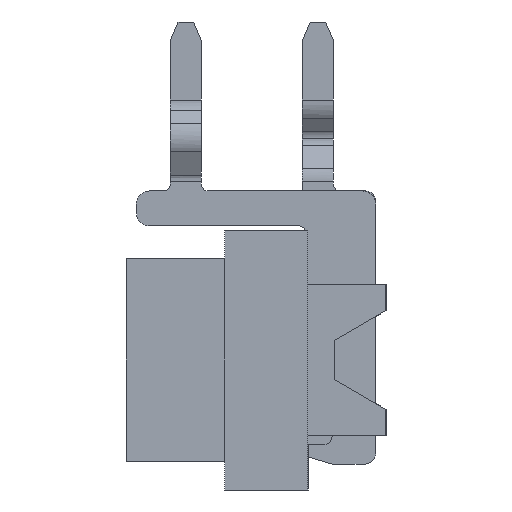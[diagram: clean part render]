
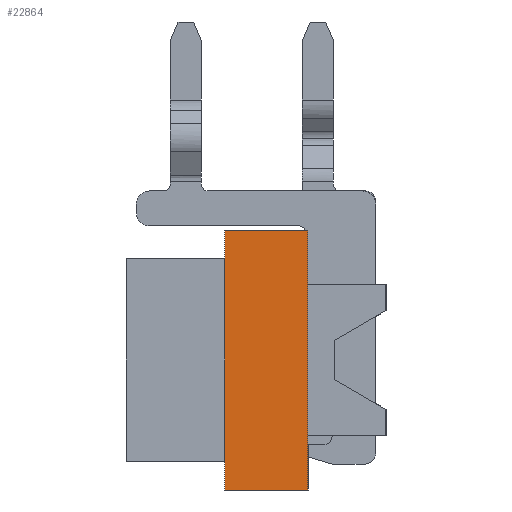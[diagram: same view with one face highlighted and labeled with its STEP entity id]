
A CAD part, left-side view. The second image highlights one B-rep face of the part: STEP entity #22864.
In plain terms, the highlighted planar face has unit normal (-1, 0, 0).
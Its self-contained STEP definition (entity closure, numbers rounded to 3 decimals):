
#10832=CARTESIAN_POINT('',(-7.31,0.,2.5));
#10833=VERTEX_POINT('',#10832);
#10843=CARTESIAN_POINT('',(-7.31,0.,-2.5));
#10844=VERTEX_POINT('',#10843);
#10845=CARTESIAN_POINT('',(-7.31,0.,-2.5));
#10846=CARTESIAN_POINT('',(-7.31,0.,-1.5));
#10847=CARTESIAN_POINT('',(-7.31,0.,-0.5));
#10848=CARTESIAN_POINT('',(-7.31,0.,0.5));
#10849=CARTESIAN_POINT('',(-7.31,0.,1.5));
#10850=CARTESIAN_POINT('',(-7.31,0.,2.5));
#10851=B_SPLINE_CURVE_WITH_KNOTS('',5,(#10845,#10846,#10847,#10848,#10849,#10850),.UNSPECIFIED.,.F.,.U.,(6,6),(0.,5.),.UNSPECIFIED.);
#10852=EDGE_CURVE('',#10844,#10833,#10851,.T.);
#12819=CARTESIAN_POINT('',(-7.31,1.6,2.5));
#12820=VERTEX_POINT('',#12819);
#12830=CARTESIAN_POINT('',(-7.31,0.,2.5));
#12831=CARTESIAN_POINT('',(-7.31,0.32,2.5));
#12832=CARTESIAN_POINT('',(-7.31,0.64,2.5));
#12833=CARTESIAN_POINT('',(-7.31,0.96,2.5));
#12834=CARTESIAN_POINT('',(-7.31,1.28,2.5));
#12835=CARTESIAN_POINT('',(-7.31,1.6,2.5));
#12836=B_SPLINE_CURVE_WITH_KNOTS('',5,(#12830,#12831,#12832,#12833,#12834,#12835),.UNSPECIFIED.,.F.,.U.,(6,6),(0.,1.6),.UNSPECIFIED.);
#12837=EDGE_CURVE('',#10833,#12820,#12836,.T.);
#22835=CARTESIAN_POINT('',(-7.31,0.8,0.));
#22836=DIRECTION('',(0.,0.,1.));
#22837=DIRECTION('',(-1.,0.,0.));
#22838=AXIS2_PLACEMENT_3D('',#22835,#22837,#22836);
#22839=PLANE('',#22838);
#22840=ORIENTED_EDGE('',*,*,#12837,.T.);
#22841=CARTESIAN_POINT('',(-7.31,1.6,-2.5));
#22842=VERTEX_POINT('',#22841);
#22843=CARTESIAN_POINT('',(-7.31,1.6,2.5));
#22844=CARTESIAN_POINT('',(-7.31,1.6,1.5));
#22845=CARTESIAN_POINT('',(-7.31,1.6,0.5));
#22846=CARTESIAN_POINT('',(-7.31,1.6,-0.5));
#22847=CARTESIAN_POINT('',(-7.31,1.6,-1.5));
#22848=CARTESIAN_POINT('',(-7.31,1.6,-2.5));
#22849=B_SPLINE_CURVE_WITH_KNOTS('',5,(#22843,#22844,#22845,#22846,#22847,#22848),.UNSPECIFIED.,.F.,.U.,(6,6),(0.,5.),.UNSPECIFIED.);
#22850=EDGE_CURVE('',#12820,#22842,#22849,.T.);
#22851=ORIENTED_EDGE('',*,*,#22850,.T.);
#22852=CARTESIAN_POINT('',(-7.31,1.6,-2.5));
#22853=CARTESIAN_POINT('',(-7.31,1.28,-2.5));
#22854=CARTESIAN_POINT('',(-7.31,0.96,-2.5));
#22855=CARTESIAN_POINT('',(-7.31,0.64,-2.5));
#22856=CARTESIAN_POINT('',(-7.31,0.32,-2.5));
#22857=CARTESIAN_POINT('',(-7.31,0.,-2.5));
#22858=B_SPLINE_CURVE_WITH_KNOTS('',5,(#22852,#22853,#22854,#22855,#22856,#22857),.UNSPECIFIED.,.F.,.U.,(6,6),(0.,1.6),.UNSPECIFIED.);
#22859=EDGE_CURVE('',#22842,#10844,#22858,.T.);
#22860=ORIENTED_EDGE('',*,*,#22859,.T.);
#22861=ORIENTED_EDGE('',*,*,#10852,.T.);
#22862=EDGE_LOOP('',(#22840,#22851,#22860,#22861));
#22863=FACE_OUTER_BOUND('',#22862,.T.);
#22864=ADVANCED_FACE('',(#22863),#22839,.T.);
